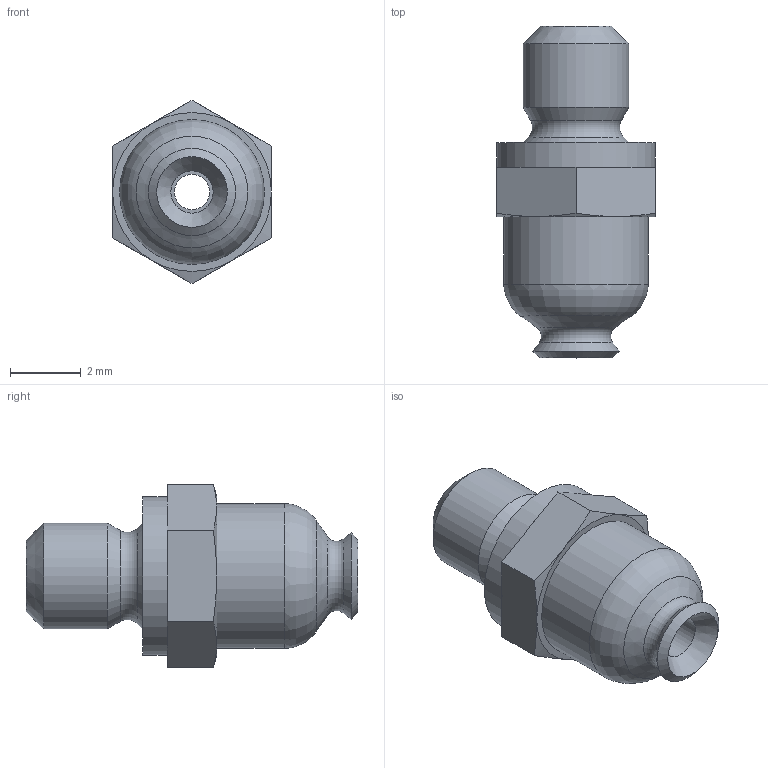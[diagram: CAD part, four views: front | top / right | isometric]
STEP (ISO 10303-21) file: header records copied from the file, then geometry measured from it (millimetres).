
FILE_DESCRIPTION(/* description */ ('STEP AP214'),/* implementation_level */ '2;1');
FILE_NAME(/* name */ '173438_VAS-2-M3-NBR',/* time_stamp */ '2024-09-10T16:08:17+02:00',/* author */ ('License CC BY-ND 4.0'),/* organization */ ('CADENAS'),/* preprocessor_version */ 'ST-DEVELOPER v19.3',/* originating_system */ 'PARTsolutions',/* authorisation */ ' ');
FILE_SCHEMA (('AUTOMOTIVE_DESIGN {1 0 10303 214 3 1 1}'));
Length unit declared in the file: millimetre
Products named in the file (1): 173438 VAS-2-M3-NBR
Bounding box: 4.5 x 9.4 x 5.2 mm (x, y, z)
Volume: 88.8 mm3; surface area: 162.1 mm2
Topology: 1 solids, 1 shells, 37 faces, 76 edges, 43 vertices
Faces by surface type: plane 16, cone 13, cylinder 5, torus 3
Full cylindrical faces by diameter (mm): 1 x1, 1.2 x1, 3 x1, 4.1 x1, 4.5 x1
Entity records: 918 total; most frequent: CARTESIAN_POINT 176, DIRECTION 154, ORIENTED_EDGE 120, AXIS2_PLACEMENT_3D 68, EDGE_CURVE 60, EDGE_LOOP 56, FACE_BOUND 56, VERTEX_POINT 42
